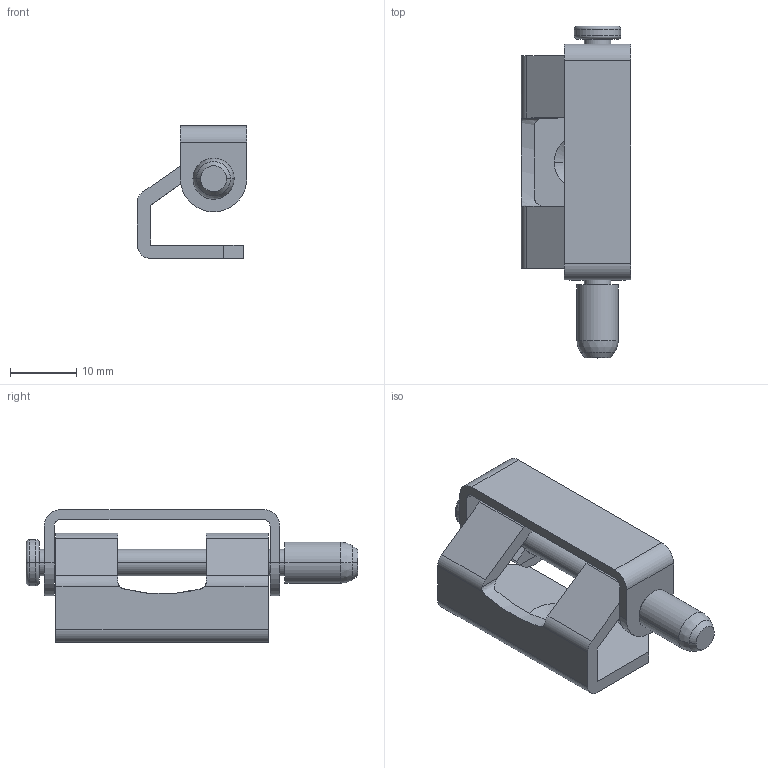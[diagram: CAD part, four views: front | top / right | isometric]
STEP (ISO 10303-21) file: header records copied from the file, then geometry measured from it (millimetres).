
FILE_DESCRIPTION(/* description */ (''),/* implementation_level */ '2;1');
FILE_NAME(/* name */ 'JL257',/* time_stamp */ '2024-10-17T11:00:51+08:00',/* author */ (''),/* organization */ (''),/* preprocessor_version */ 'ST-DEVELOPER v19.2',/* originating_system */ 'Rhino 8.5',/* authorisation */ '');
FILE_SCHEMA (('CONFIG_CONTROL_DESIGN'));
Length unit declared in the file: millimetre
Products named in the file (1): Document
Bounding box: 16.5 x 50 x 20 mm (x, y, z)
Volume: 4100.7 mm3; surface area: 5069.2 mm2
Topology: 4 solids, 4 shells, 75 faces, 181 edges, 116 vertices
Faces by surface type: plane 33, cylinder 27, bspline 15
Entity records: 2563 total; most frequent: CARTESIAN_POINT 937, ORIENTED_EDGE 362, DIRECTION 219, EDGE_CURVE 181, AXIS2_PLACEMENT_3D 138, VERTEX_POINT 116, EDGE_LOOP 83, TRIMMED_CURVE 79
